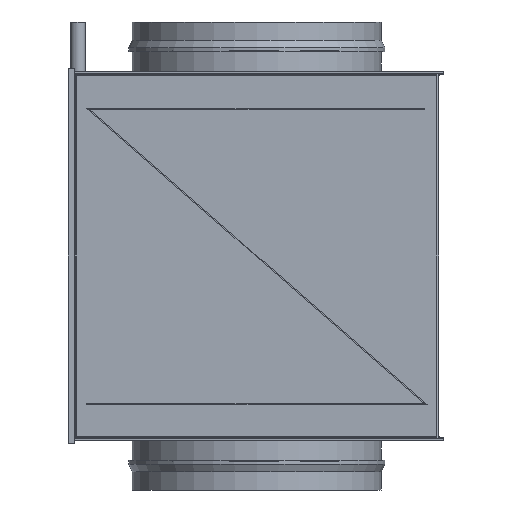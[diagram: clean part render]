
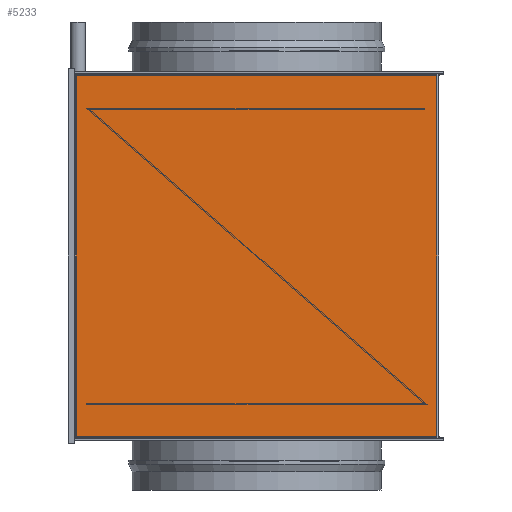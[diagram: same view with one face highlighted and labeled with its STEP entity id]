
A CAD part, front view. The second image highlights one B-rep face of the part: STEP entity #5233.
In plain terms, the highlighted planar face has unit normal (0, -1, 0).
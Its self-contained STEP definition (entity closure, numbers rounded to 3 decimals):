
#4994 = CARTESIAN_POINT ( 'NONE',  ( 146.263, 0., 146.263 ) ) ;
#4995 = DIRECTION ( 'NONE',  ( 1., 0., 0. ) ) ;
#4996 = VECTOR ( 'NONE', #4995, 1000. ) ;
#4997 = CARTESIAN_POINT ( 'NONE',  ( -148., 0., 146.263 ) ) ;
#4998 = LINE ( 'NONE', #4997, #4996 ) ;
#5034 = DIRECTION ( 'NONE',  ( 0., 0., 1. ) ) ;
#5035 = DIRECTION ( 'NONE',  ( 0., 1., 0. ) ) ;
#5036 = AXIS2_PLACEMENT_3D ( 'NONE', #5038, #5035, #5034 ) ;
#5038 = CARTESIAN_POINT ( 'NONE',  ( 148., 0., 148. ) ) ;
#5039 = PLANE ( 'NONE',  #5036 ) ;
#5040 = FACE_OUTER_BOUND ( 'NONE', #5279, .T. ) ;
#5041 = CARTESIAN_POINT ( 'NONE',  ( -146.263, 0., 146.263 ) ) ;
#5042 = DIRECTION ( 'NONE',  ( 0., 0., 1. ) ) ;
#5043 = VECTOR ( 'NONE', #5042, 1000. ) ;
#5044 = CARTESIAN_POINT ( 'NONE',  ( -146.263, 0., -146.263 ) ) ;
#5045 = LINE ( 'NONE', #5044, #5043 ) ;
#5046 = DIRECTION ( 'NONE',  ( -1., 0., 0. ) ) ;
#5047 = VECTOR ( 'NONE', #5046, 1000. ) ;
#5048 = CARTESIAN_POINT ( 'NONE',  ( 146.263, 0., -146.263 ) ) ;
#5049 = LINE ( 'NONE', #5048, #5047 ) ;
#5050 = CARTESIAN_POINT ( 'NONE',  ( -146.263, 0., -146.263 ) ) ;
#5051 = CARTESIAN_POINT ( 'NONE',  ( 146.263, 0., -146.263 ) ) ;
#5052 = DIRECTION ( 'NONE',  ( 0., 0., 1. ) ) ;
#5053 = VECTOR ( 'NONE', #5052, 1000. ) ;
#5054 = CARTESIAN_POINT ( 'NONE',  ( 146.263, 0., -148. ) ) ;
#5055 = LINE ( 'NONE', #5054, #5053 ) ;
#5220 = ORIENTED_EDGE ( 'NONE', *, *, #5221, .F. ) ;
#5221 = EDGE_CURVE ( 'NONE', #5232, #5223, #4998, .T. ) ;
#5223 = VERTEX_POINT ( 'NONE', #4994 ) ;
#5224 = EDGE_CURVE ( 'NONE', #5226, #5223, #5055, .T. ) ;
#5225 = ORIENTED_EDGE ( 'NONE', *, *, #5224, .T. ) ;
#5226 = VERTEX_POINT ( 'NONE', #5051 ) ;
#5227 = ORIENTED_EDGE ( 'NONE', *, *, #5231, .F. ) ;
#5228 = VERTEX_POINT ( 'NONE', #5050 ) ;
#5229 = ORIENTED_EDGE ( 'NONE', *, *, #5230, .F. ) ;
#5230 = EDGE_CURVE ( 'NONE', #5226, #5228, #5049, .T. ) ;
#5231 = EDGE_CURVE ( 'NONE', #5228, #5232, #5045, .T. ) ;
#5232 = VERTEX_POINT ( 'NONE', #5041 ) ;
#5233 = ADVANCED_FACE ( 'NONE', ( #5040 ), #5039, .F. ) ;
#5279 = EDGE_LOOP ( 'NONE', ( #5227, #5229, #5225, #5220 ) ) ;
